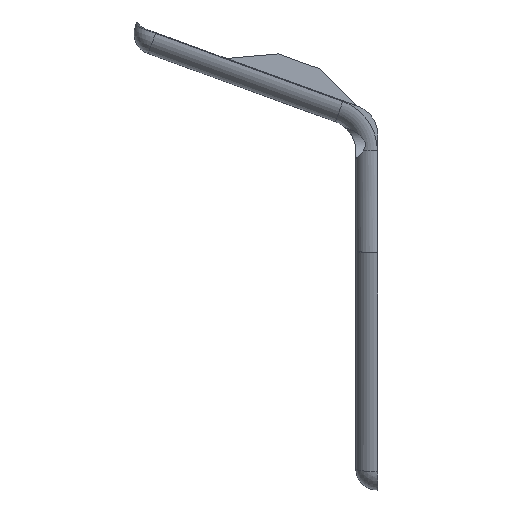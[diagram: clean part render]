
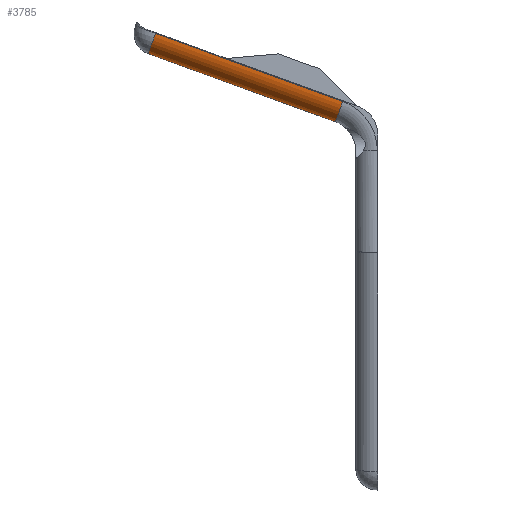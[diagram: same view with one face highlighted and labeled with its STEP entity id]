
A CAD part, front view. The second image highlights one B-rep face of the part: STEP entity #3785.
In plain terms, the highlighted cylindrical face has radius 3.9 mm (diameter 7.8 mm), a partial arc.
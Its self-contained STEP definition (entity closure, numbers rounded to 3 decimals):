
#1026 = PLANE('',#1027);
#1027 = AXIS2_PLACEMENT_3D('',#1028,#1029,#1030);
#1028 = CARTESIAN_POINT('',(-17.706,-10.653,
    30.206));
#1029 = DIRECTION('',(0.,-1.,0.));
#1030 = DIRECTION('',(0.,0.,-1.));
#1055 = TOROIDAL_SURFACE('',#1056,9.491,3.9);
#1056 = AXIS2_PLACEMENT_3D('',#1057,#1058,#1059);
#1057 = CARTESIAN_POINT('',(-10.812,-6.753,
    24.155));
#1058 = DIRECTION('',(0.,1.,0.));
#1059 = DIRECTION('',(1.,0.,0.));
#1747 = VERTEX_POINT('',#1748);
#1748 = CARTESIAN_POINT('',(-8.9,-6.753,
    29.408));
#1762 = PLANE('',#1763);
#1763 = AXIS2_PLACEMENT_3D('',#1764,#1765,#1766);
#1764 = CARTESIAN_POINT('',(-22.387,15.513,
    34.317));
#1765 = DIRECTION('',(0.342,0.,0.94));
#1766 = DIRECTION('',(0.94,0.,-0.342));
#2868 = EDGE_CURVE('',#1747,#2869,#2871,.T.);
#2869 = VERTEX_POINT('',#2870);
#2870 = CARTESIAN_POINT('',(-7.566,-10.653,
    33.073));
#2871 = SURFACE_CURVE('',#2872,(#2877,#2884),.PCURVE_S1.);
#2872 = CIRCLE('',#2873,3.9);
#2873 = AXIS2_PLACEMENT_3D('',#2874,#2875,#2876);
#2874 = CARTESIAN_POINT('',(-7.566,-6.753,
    33.073));
#2875 = DIRECTION('',(-0.94,0.,0.342));
#2876 = DIRECTION('',(0.342,0.,0.94));
#2877 = PCURVE('',#1055,#2878);
#2878 = DEFINITIONAL_REPRESENTATION('',(#2879),#2883);
#2879 = LINE('',#2880,#2881);
#2880 = CARTESIAN_POINT('',(-1.222,0.));
#2881 = VECTOR('',#2882,1.);
#2882 = DIRECTION('',(-0.,1.));
#2883 = ( GEOMETRIC_REPRESENTATION_CONTEXT(2) 
PARAMETRIC_REPRESENTATION_CONTEXT() REPRESENTATION_CONTEXT('2D SPACE',''
  ) );
#2884 = PCURVE('',#2885,#2890);
#2885 = CYLINDRICAL_SURFACE('',#2886,3.9);
#2886 = AXIS2_PLACEMENT_3D('',#2887,#2888,#2889);
#2887 = CARTESIAN_POINT('',(-7.566,-6.753,
    33.073));
#2888 = DIRECTION('',(-0.94,0.,0.342));
#2889 = DIRECTION('',(-0.342,0.,-0.94));
#2890 = DEFINITIONAL_REPRESENTATION('',(#2891),#2895);
#2891 = LINE('',#2892,#2893);
#2892 = CARTESIAN_POINT('',(-3.142,0.));
#2893 = VECTOR('',#2894,1.);
#2894 = DIRECTION('',(1.,0.));
#2895 = ( GEOMETRIC_REPRESENTATION_CONTEXT(2) 
PARAMETRIC_REPRESENTATION_CONTEXT() REPRESENTATION_CONTEXT('2D SPACE',''
  ) );
#3009 = VERTEX_POINT('',#3010);
#3010 = CARTESIAN_POINT('',(-41.354,-10.653,
    45.371));
#3036 = EDGE_CURVE('',#2869,#3009,#3037,.T.);
#3037 = SURFACE_CURVE('',#3038,(#3042,#3049),.PCURVE_S1.);
#3038 = LINE('',#3039,#3040);
#3039 = CARTESIAN_POINT('',(-7.566,-10.653,
    33.073));
#3040 = VECTOR('',#3041,1.);
#3041 = DIRECTION('',(-0.94,0.,0.342));
#3042 = PCURVE('',#1026,#3043);
#3043 = DEFINITIONAL_REPRESENTATION('',(#3044),#3048);
#3044 = LINE('',#3045,#3046);
#3045 = CARTESIAN_POINT('',(-2.867,10.14));
#3046 = VECTOR('',#3047,1.);
#3047 = DIRECTION('',(-0.342,-0.94));
#3048 = ( GEOMETRIC_REPRESENTATION_CONTEXT(2) 
PARAMETRIC_REPRESENTATION_CONTEXT() REPRESENTATION_CONTEXT('2D SPACE',''
  ) );
#3049 = PCURVE('',#2885,#3050);
#3050 = DEFINITIONAL_REPRESENTATION('',(#3051),#3055);
#3051 = LINE('',#3052,#3053);
#3052 = CARTESIAN_POINT('',(1.571,0.));
#3053 = VECTOR('',#3054,1.);
#3054 = DIRECTION('',(0.,1.));
#3055 = ( GEOMETRIC_REPRESENTATION_CONTEXT(2) 
PARAMETRIC_REPRESENTATION_CONTEXT() REPRESENTATION_CONTEXT('2D SPACE',''
  ) );
#3102 = VERTEX_POINT('',#3103);
#3103 = CARTESIAN_POINT('',(-42.688,-6.753,
    41.706));
#3131 = EDGE_CURVE('',#1747,#3102,#3132,.T.);
#3132 = SURFACE_CURVE('',#3133,(#3137,#3144),.PCURVE_S1.);
#3133 = LINE('',#3134,#3135);
#3134 = CARTESIAN_POINT('',(-8.9,-6.753,
    29.408));
#3135 = VECTOR('',#3136,1.);
#3136 = DIRECTION('',(-0.94,0.,0.342));
#3137 = PCURVE('',#1762,#3138);
#3138 = DEFINITIONAL_REPRESENTATION('',(#3139),#3143);
#3139 = LINE('',#3140,#3141);
#3140 = CARTESIAN_POINT('',(14.352,-22.266));
#3141 = VECTOR('',#3142,1.);
#3142 = DIRECTION('',(-1.,0.));
#3143 = ( GEOMETRIC_REPRESENTATION_CONTEXT(2) 
PARAMETRIC_REPRESENTATION_CONTEXT() REPRESENTATION_CONTEXT('2D SPACE',''
  ) );
#3144 = PCURVE('',#2885,#3145);
#3145 = DEFINITIONAL_REPRESENTATION('',(#3146),#3150);
#3146 = LINE('',#3147,#3148);
#3147 = CARTESIAN_POINT('',(0.,0.));
#3148 = VECTOR('',#3149,1.);
#3149 = DIRECTION('',(0.,1.));
#3150 = ( GEOMETRIC_REPRESENTATION_CONTEXT(2) 
PARAMETRIC_REPRESENTATION_CONTEXT() REPRESENTATION_CONTEXT('2D SPACE',''
  ) );
#3785 = ADVANCED_FACE('',(#3786),#2885,.T.);
#3786 = FACE_BOUND('',#3787,.T.);
#3787 = EDGE_LOOP('',(#3788,#3789,#3790,#3817));
#3788 = ORIENTED_EDGE('',*,*,#2868,.T.);
#3789 = ORIENTED_EDGE('',*,*,#3036,.T.);
#3790 = ORIENTED_EDGE('',*,*,#3791,.F.);
#3791 = EDGE_CURVE('',#3102,#3009,#3792,.T.);
#3792 = SURFACE_CURVE('',#3793,(#3798,#3805),.PCURVE_S1.);
#3793 = CIRCLE('',#3794,3.9);
#3794 = AXIS2_PLACEMENT_3D('',#3795,#3796,#3797);
#3795 = CARTESIAN_POINT('',(-41.354,-6.753,
    45.371));
#3796 = DIRECTION('',(-0.94,0.,0.342));
#3797 = DIRECTION('',(0.,-1.,0.));
#3798 = PCURVE('',#2885,#3799);
#3799 = DEFINITIONAL_REPRESENTATION('',(#3800),#3804);
#3800 = LINE('',#3801,#3802);
#3801 = CARTESIAN_POINT('',(-4.712,35.956));
#3802 = VECTOR('',#3803,1.);
#3803 = DIRECTION('',(1.,0.));
#3804 = ( GEOMETRIC_REPRESENTATION_CONTEXT(2) 
PARAMETRIC_REPRESENTATION_CONTEXT() REPRESENTATION_CONTEXT('2D SPACE',''
  ) );
#3805 = PCURVE('',#3806,#3811);
#3806 = SPHERICAL_SURFACE('',#3807,3.9);
#3807 = AXIS2_PLACEMENT_3D('',#3808,#3809,#3810);
#3808 = CARTESIAN_POINT('',(-41.354,-6.753,
    45.371));
#3809 = DIRECTION('',(0.342,0.,0.94));
#3810 = DIRECTION('',(0.,-1.,0.));
#3811 = DEFINITIONAL_REPRESENTATION('',(#3812),#3816);
#3812 = LINE('',#3813,#3814);
#3813 = CARTESIAN_POINT('',(-0.,-6.283));
#3814 = VECTOR('',#3815,1.);
#3815 = DIRECTION('',(-0.,1.));
#3816 = ( GEOMETRIC_REPRESENTATION_CONTEXT(2) 
PARAMETRIC_REPRESENTATION_CONTEXT() REPRESENTATION_CONTEXT('2D SPACE',''
  ) );
#3817 = ORIENTED_EDGE('',*,*,#3131,.F.);
